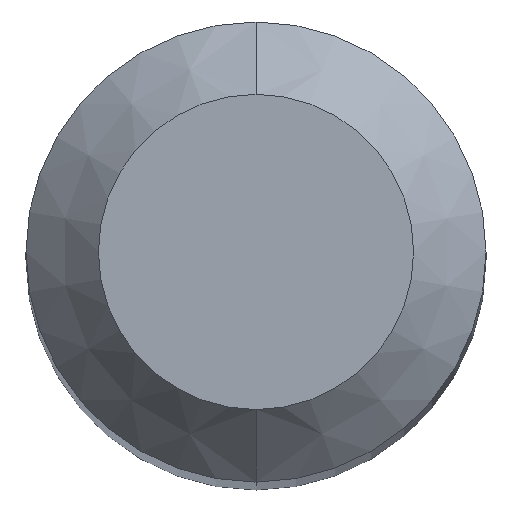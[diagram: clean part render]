
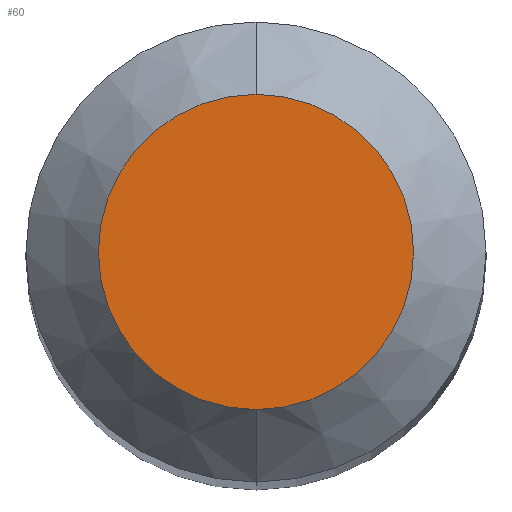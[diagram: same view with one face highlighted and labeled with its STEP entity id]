
A CAD part, top view. The second image highlights one B-rep face of the part: STEP entity #60.
In plain terms, the highlighted planar face has unit normal (0, 0, 1).
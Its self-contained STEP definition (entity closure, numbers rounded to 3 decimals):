
#47=PLANE('',#338);
#60=ADVANCED_FACE('',(#77),#47,.F.);
#77=FACE_OUTER_BOUND('',#92,.T.);
#92=EDGE_LOOP('',(#118,#119));
#118=ORIENTED_EDGE('',*,*,#177,.F.);
#119=ORIENTED_EDGE('',*,*,#178,.F.);
#159=VERTEX_POINT('',#490);
#160=VERTEX_POINT('',#491);
#177=EDGE_CURVE('',#159,#160,#202,.T.);
#178=EDGE_CURVE('',#160,#159,#203,.T.);
#202=CIRCLE('',#336,1.088);
#203=CIRCLE('',#337,1.088);
#336=AXIS2_PLACEMENT_3D('',#489,#407,#408);
#337=AXIS2_PLACEMENT_3D('',#492,#409,#410);
#338=AXIS2_PLACEMENT_3D('',#493,#411,#412);
#407=DIRECTION('',(0.,0.,-1.));
#408=DIRECTION('',(0.,1.,0.));
#409=DIRECTION('',(0.,0.,-1.));
#410=DIRECTION('',(0.,-1.,0.));
#411=DIRECTION('',(0.,0.,-1.));
#412=DIRECTION('',(0.,-1.,0.));
#489=CARTESIAN_POINT('',(0.,0.,38.1));
#490=CARTESIAN_POINT('',(0.,1.088,38.1));
#491=CARTESIAN_POINT('',(0.,-1.088,38.1));
#492=CARTESIAN_POINT('',(0.,0.,38.1));
#493=CARTESIAN_POINT('',(0.,0.,38.1));
